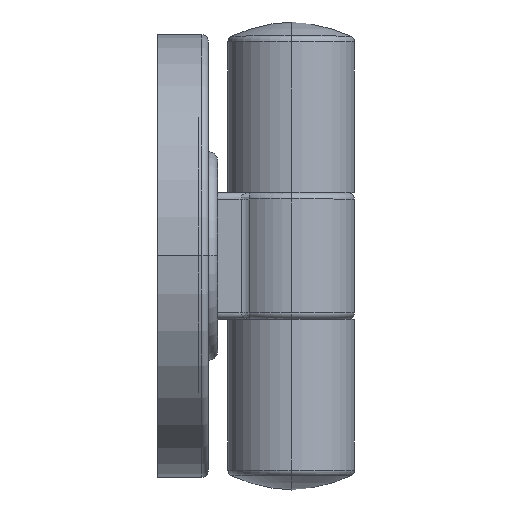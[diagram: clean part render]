
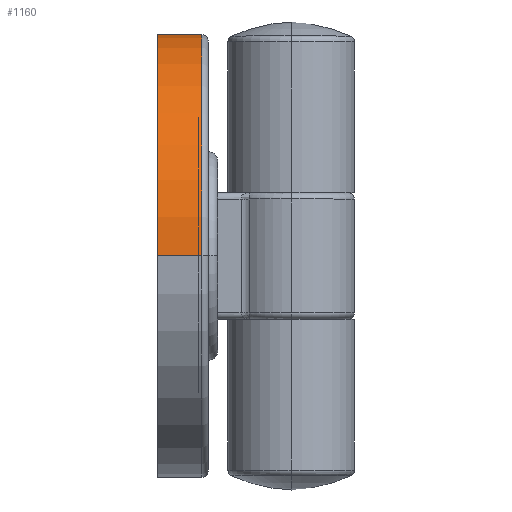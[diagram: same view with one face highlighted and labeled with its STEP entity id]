
A CAD part, top view. The second image highlights one B-rep face of the part: STEP entity #1160.
In plain terms, the highlighted cylindrical face has radius 35 mm (diameter 70 mm), a partial arc.
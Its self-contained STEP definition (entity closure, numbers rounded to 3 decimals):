
#35 = CARTESIAN_POINT ( 'NONE',  ( -8., 0., -35. ) ) ;
#36 = CARTESIAN_POINT ( 'NONE',  ( -8., 0., 35. ) ) ;
#40 = CARTESIAN_POINT ( 'NONE',  ( -1., 0., -35. ) ) ;
#48 = VECTOR ( 'NONE', #2089, 1000. ) ;
#89 = LINE ( 'NONE', #2066, #285 ) ;
#105 = FACE_OUTER_BOUND ( 'NONE', #1456, .T. ) ;
#120 = VERTEX_POINT ( 'NONE', #36 ) ;
#137 = VERTEX_POINT ( 'NONE', #40 ) ;
#147 = CYLINDRICAL_SURFACE ( 'NONE', #1876, 35. ) ;
#219 = LINE ( 'NONE', #2152, #48 ) ;
#228 = VERTEX_POINT ( 'NONE', #35 ) ;
#285 = VECTOR ( 'NONE', #2130, 1000. ) ;
#356 = VERTEX_POINT ( 'NONE', #595 ) ;
#382 = CIRCLE ( 'NONE', #862, 35. ) ;
#383 = CIRCLE ( 'NONE', #795, 35. ) ;
#532 = DIRECTION ( 'NONE',  ( 0., 0., -1. ) ) ;
#595 = CARTESIAN_POINT ( 'NONE',  ( -1., 0., 35. ) ) ;
#603 = DIRECTION ( 'NONE',  ( 1., 0., 0. ) ) ;
#641 = CARTESIAN_POINT ( 'NONE',  ( 0., 0., 0. ) ) ;
#795 = AXIS2_PLACEMENT_3D ( 'NONE', #2038, #2007, #2109 ) ;
#862 = AXIS2_PLACEMENT_3D ( 'NONE', #2068, #2070, #2067 ) ;
#1160 = ADVANCED_FACE ( 'NONE', ( #105 ), #147, .T. ) ;
#1456 = EDGE_LOOP ( 'NONE', ( #1550, #1503, #1597, #1524 ) ) ;
#1503 = ORIENTED_EDGE ( 'NONE', *, *, #1904, .T. ) ;
#1524 = ORIENTED_EDGE ( 'NONE', *, *, #1901, .F. ) ;
#1550 = ORIENTED_EDGE ( 'NONE', *, *, #1914, .T. ) ;
#1597 = ORIENTED_EDGE ( 'NONE', *, *, #1906, .T. ) ;
#1876 = AXIS2_PLACEMENT_3D ( 'NONE', #641, #603, #532 ) ;
#1901 = EDGE_CURVE ( 'NONE', #228, #137, #219, .T. ) ;
#1904 = EDGE_CURVE ( 'NONE', #120, #356, #89, .T. ) ;
#1906 = EDGE_CURVE ( 'NONE', #356, #137, #382, .T. ) ;
#1914 = EDGE_CURVE ( 'NONE', #228, #120, #383, .T. ) ;
#2007 = DIRECTION ( 'NONE',  ( 1., 0., 0. ) ) ;
#2038 = CARTESIAN_POINT ( 'NONE',  ( -8., 0., 0. ) ) ;
#2066 = CARTESIAN_POINT ( 'NONE',  ( 0., 0., 35. ) ) ;
#2067 = DIRECTION ( 'NONE',  ( 0., 0., -1. ) ) ;
#2068 = CARTESIAN_POINT ( 'NONE',  ( -1., 0., 0. ) ) ;
#2070 = DIRECTION ( 'NONE',  ( -1., 0., 0. ) ) ;
#2089 = DIRECTION ( 'NONE',  ( 1., 0., 0. ) ) ;
#2109 = DIRECTION ( 'NONE',  ( 0., 0., -1. ) ) ;
#2130 = DIRECTION ( 'NONE',  ( 1., 0., 0. ) ) ;
#2152 = CARTESIAN_POINT ( 'NONE',  ( 0., 0., -35. ) ) ;
